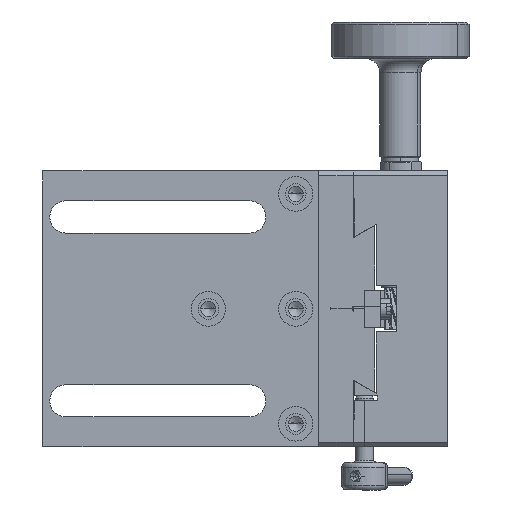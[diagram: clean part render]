
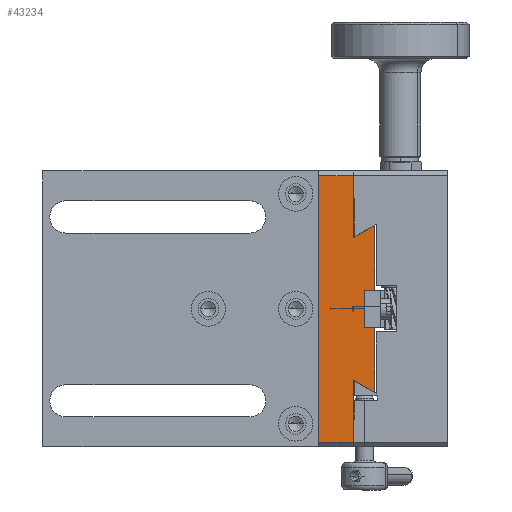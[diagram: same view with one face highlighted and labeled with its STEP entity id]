
A CAD part, front view. The second image highlights one B-rep face of the part: STEP entity #43234.
In plain terms, the highlighted planar face has unit normal (0, -1, 0).
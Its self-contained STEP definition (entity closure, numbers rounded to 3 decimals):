
#993 = ORIENTED_EDGE ( 'NONE', *, *, #60550, .F. ) ;
#1072 = DIRECTION ( 'NONE',  ( 1., 0., 0. ) ) ;
#1942 = VERTEX_POINT ( 'NONE', #65100 ) ;
#2284 = EDGE_CURVE ( 'NONE', #38827, #14236, #94966, .T. ) ;
#2340 = ORIENTED_EDGE ( 'NONE', *, *, #94720, .F. ) ;
#3935 = CARTESIAN_POINT ( 'NONE',  ( 44.2, 8., -34.05 ) ) ;
#7184 = VECTOR ( 'NONE', #64214, 1000. ) ;
#9296 = CARTESIAN_POINT ( 'NONE',  ( 44.2, 8., -12.086 ) ) ;
#11662 = LINE ( 'NONE', #63726, #20053 ) ;
#11680 = CARTESIAN_POINT ( 'NONE',  ( 39.5, 8., -14.5 ) ) ;
#12738 = CARTESIAN_POINT ( 'NONE',  ( 41.9, 8., -34.05 ) ) ;
#12879 = ORIENTED_EDGE ( 'NONE', *, *, #52609, .T. ) ;
#13798 = CARTESIAN_POINT ( 'NONE',  ( 44.2, 8., -47.914 ) ) ;
#14236 = VERTEX_POINT ( 'NONE', #33700 ) ;
#14812 = FACE_OUTER_BOUND ( 'NONE', #62269, .T. ) ;
#16774 = CARTESIAN_POINT ( 'NONE',  ( 32., 8., 0. ) ) ;
#17140 = LINE ( 'NONE', #43712, #73856 ) ;
#18026 = ORIENTED_EDGE ( 'NONE', *, *, #92257, .F. ) ;
#18494 = DIRECTION ( 'NONE',  ( -1., 0., 0. ) ) ;
#20053 = VECTOR ( 'NONE', #97526, 1000. ) ;
#20858 = VERTEX_POINT ( 'NONE', #82464 ) ;
#23308 = VECTOR ( 'NONE', #105279, 1000. ) ;
#23653 = DIRECTION ( 'NONE',  ( 0., 0., 1. ) ) ;
#24443 = CARTESIAN_POINT ( 'NONE',  ( 44.2, 8., -12.086 ) ) ;
#25107 = VECTOR ( 'NONE', #18494, 1000. ) ;
#26322 = VERTEX_POINT ( 'NONE', #11680 ) ;
#26549 = VECTOR ( 'NONE', #67192, 1000. ) ;
#28678 = EDGE_CURVE ( 'NONE', #100206, #79921, #69468, .T. ) ;
#31662 = EDGE_CURVE ( 'NONE', #81144, #54746, #59248, .T. ) ;
#33700 = CARTESIAN_POINT ( 'NONE',  ( 44.2, 8., -47.914 ) ) ;
#34316 = CARTESIAN_POINT ( 'NONE',  ( 32., 8., -1. ) ) ;
#34951 = VECTOR ( 'NONE', #49008, 1000. ) ;
#35509 = EDGE_CURVE ( 'NONE', #60382, #14236, #41457, .T. ) ;
#37736 = DIRECTION ( 'NONE',  ( 1., 0., 0. ) ) ;
#38827 = VERTEX_POINT ( 'NONE', #48195 ) ;
#39358 = VERTEX_POINT ( 'NONE', #76956 ) ;
#41173 = LINE ( 'NONE', #16774, #99093 ) ;
#41375 = DIRECTION ( 'NONE',  ( 0., -1., 0. ) ) ;
#41457 = LINE ( 'NONE', #13798, #69726 ) ;
#43234 = ADVANCED_FACE ( 'NONE', ( #14812 ), #100656, .T. ) ;
#43712 = CARTESIAN_POINT ( 'NONE',  ( 39.5, 8., -59. ) ) ;
#44676 = EDGE_CURVE ( 'NONE', #20858, #39358, #57317, .T. ) ;
#44914 = CARTESIAN_POINT ( 'NONE',  ( 43.68, 8., -47.914 ) ) ;
#45014 = ORIENTED_EDGE ( 'NONE', *, *, #28678, .F. ) ;
#45209 = CARTESIAN_POINT ( 'NONE',  ( 32., 8., -59. ) ) ;
#45485 = LINE ( 'NONE', #3935, #93306 ) ;
#45533 = ORIENTED_EDGE ( 'NONE', *, *, #51998, .F. ) ;
#45684 = VECTOR ( 'NONE', #51215, 1000. ) ;
#45890 = LINE ( 'NONE', #70848, #96242 ) ;
#47593 = DIRECTION ( 'NONE',  ( 1., 0., 0. ) ) ;
#48195 = CARTESIAN_POINT ( 'NONE',  ( 44.2, 8., -34.05 ) ) ;
#49008 = DIRECTION ( 'NONE',  ( 0., 0., -1. ) ) ;
#49483 = CARTESIAN_POINT ( 'NONE',  ( 44.2, 8., -11.786 ) ) ;
#50575 = DIRECTION ( 'NONE',  ( 0., 0., 1. ) ) ;
#51215 = DIRECTION ( 'NONE',  ( 0., 0., -1. ) ) ;
#51547 = LINE ( 'NONE', #77575, #7184 ) ;
#51998 = EDGE_CURVE ( 'NONE', #56854, #38827, #45485, .T. ) ;
#52609 = EDGE_CURVE ( 'NONE', #77300, #39358, #17140, .T. ) ;
#54746 = VERTEX_POINT ( 'NONE', #79371 ) ;
#55201 = ORIENTED_EDGE ( 'NONE', *, *, #2284, .F. ) ;
#56854 = VERTEX_POINT ( 'NONE', #12738 ) ;
#57023 = LINE ( 'NONE', #73114, #23308 ) ;
#57317 = LINE ( 'NONE', #91669, #34951 ) ;
#57959 = CARTESIAN_POINT ( 'NONE',  ( 44.2, 8., -25.95 ) ) ;
#58785 = LINE ( 'NONE', #24443, #79874 ) ;
#59248 = LINE ( 'NONE', #34316, #99550 ) ;
#59689 = ORIENTED_EDGE ( 'NONE', *, *, #98551, .F. ) ;
#60382 = VERTEX_POINT ( 'NONE', #44914 ) ;
#60550 = EDGE_CURVE ( 'NONE', #79921, #56854, #11662, .T. ) ;
#61685 = CARTESIAN_POINT ( 'NONE',  ( 41.9, 8., -25.95 ) ) ;
#62269 = EDGE_LOOP ( 'NONE', ( #99966, #90654, #98985, #12879, #91505, #59689, #95741, #55201, #45533, #993, #45014, #2340, #79963, #18026 ) ) ;
#63726 = CARTESIAN_POINT ( 'NONE',  ( 41.9, 8., -34.05 ) ) ;
#64214 = DIRECTION ( 'NONE',  ( 0., 0., -1. ) ) ;
#65100 = CARTESIAN_POINT ( 'NONE',  ( 43.68, 8., -12.086 ) ) ;
#67192 = DIRECTION ( 'NONE',  ( 0.866, 0., 0.5 ) ) ;
#69468 = LINE ( 'NONE', #61685, #25107 ) ;
#69726 = VECTOR ( 'NONE', #47593, 1000. ) ;
#70848 = CARTESIAN_POINT ( 'NONE',  ( 39.5, 8., 0. ) ) ;
#71389 = DIRECTION ( 'NONE',  ( 0., 0., -1. ) ) ;
#73114 = CARTESIAN_POINT ( 'NONE',  ( 39.5, 8., -45.5 ) ) ;
#73856 = VECTOR ( 'NONE', #1072, 1000. ) ;
#74638 = CARTESIAN_POINT ( 'NONE',  ( 32., 8., -30. ) ) ;
#76170 = CARTESIAN_POINT ( 'NONE',  ( 44.2, 8., -48.214 ) ) ;
#76171 = CARTESIAN_POINT ( 'NONE',  ( 41.9, 8., -25.95 ) ) ;
#76956 = CARTESIAN_POINT ( 'NONE',  ( 39.5, 8., -59. ) ) ;
#77300 = VERTEX_POINT ( 'NONE', #45209 ) ;
#77575 = CARTESIAN_POINT ( 'NONE',  ( 44.2, 8., -25.95 ) ) ;
#79371 = CARTESIAN_POINT ( 'NONE',  ( 32., 8., -1. ) ) ;
#79874 = VECTOR ( 'NONE', #83745, 1000. ) ;
#79921 = VERTEX_POINT ( 'NONE', #76171 ) ;
#79963 = ORIENTED_EDGE ( 'NONE', *, *, #97591, .T. ) ;
#81144 = VERTEX_POINT ( 'NONE', #100984 ) ;
#82464 = CARTESIAN_POINT ( 'NONE',  ( 39.5, 8., -45.5 ) ) ;
#83745 = DIRECTION ( 'NONE',  ( -1., 0., 0. ) ) ;
#83834 = LINE ( 'NONE', #49483, #26549 ) ;
#89503 = VERTEX_POINT ( 'NONE', #9296 ) ;
#90654 = ORIENTED_EDGE ( 'NONE', *, *, #31662, .T. ) ;
#91505 = ORIENTED_EDGE ( 'NONE', *, *, #44676, .F. ) ;
#91669 = CARTESIAN_POINT ( 'NONE',  ( 39.5, 8., -45.5 ) ) ;
#92257 = EDGE_CURVE ( 'NONE', #26322, #1942, #83834, .T. ) ;
#92354 = EDGE_CURVE ( 'NONE', #77300, #54746, #41173, .T. ) ;
#93306 = VECTOR ( 'NONE', #37736, 1000. ) ;
#94720 = EDGE_CURVE ( 'NONE', #89503, #100206, #51547, .T. ) ;
#94966 = LINE ( 'NONE', #76170, #45684 ) ;
#95741 = ORIENTED_EDGE ( 'NONE', *, *, #35509, .T. ) ;
#96242 = VECTOR ( 'NONE', #71389, 1000. ) ;
#97526 = DIRECTION ( 'NONE',  ( 0., 0., -1. ) ) ;
#97591 = EDGE_CURVE ( 'NONE', #89503, #1942, #58785, .T. ) ;
#98551 = EDGE_CURVE ( 'NONE', #60382, #20858, #57023, .T. ) ;
#98985 = ORIENTED_EDGE ( 'NONE', *, *, #92354, .F. ) ;
#99093 = VECTOR ( 'NONE', #50575, 1000. ) ;
#99550 = VECTOR ( 'NONE', #101380, 1000. ) ;
#99966 = ORIENTED_EDGE ( 'NONE', *, *, #108238, .F. ) ;
#100206 = VERTEX_POINT ( 'NONE', #57959 ) ;
#100656 = PLANE ( 'NONE',  #107416 ) ;
#100984 = CARTESIAN_POINT ( 'NONE',  ( 39.5, 8., -1. ) ) ;
#101380 = DIRECTION ( 'NONE',  ( -1., 0., 0. ) ) ;
#105279 = DIRECTION ( 'NONE',  ( -0.866, 0., 0.5 ) ) ;
#107416 = AXIS2_PLACEMENT_3D ( 'NONE', #74638, #41375, #23653 ) ;
#108238 = EDGE_CURVE ( 'NONE', #81144, #26322, #45890, .T. ) ;
